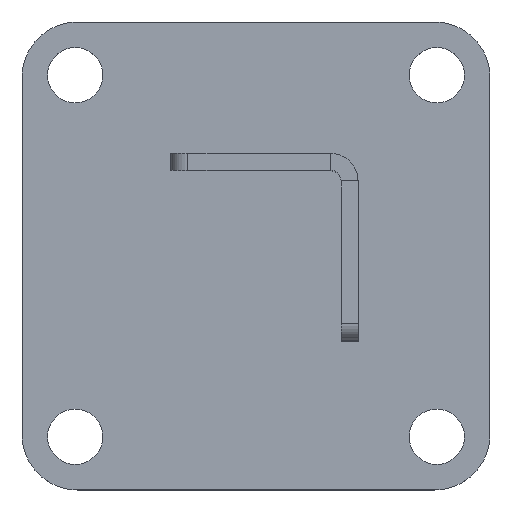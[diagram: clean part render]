
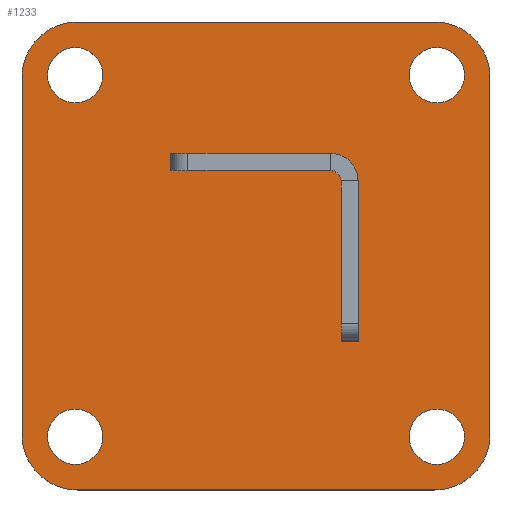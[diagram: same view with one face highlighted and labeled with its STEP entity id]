
A CAD part, top view. The second image highlights one B-rep face of the part: STEP entity #1233.
In plain terms, the highlighted planar face has unit normal (0, 0, 1).
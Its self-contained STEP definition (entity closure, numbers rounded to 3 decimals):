
#15=FACE_BOUND('',#140,.T.);
#16=FACE_BOUND('',#141,.T.);
#17=FACE_BOUND('',#142,.T.);
#18=FACE_BOUND('',#143,.T.);
#19=FACE_BOUND('',#144,.T.);
#20=FACE_BOUND('',#145,.T.);
#33=PLANE('',#1330);
#73=FACE_OUTER_BOUND('',#139,.T.);
#139=EDGE_LOOP('',(#847,#848,#849,#850,#851,#852,#853,#854));
#140=EDGE_LOOP('',(#855,#856,#857,#858));
#141=EDGE_LOOP('',(#859,#860,#861,#862));
#142=EDGE_LOOP('',(#863));
#143=EDGE_LOOP('',(#864));
#144=EDGE_LOOP('',(#865));
#145=EDGE_LOOP('',(#866));
#223=LINE('',#1852,#347);
#224=LINE('',#1856,#348);
#225=LINE('',#1860,#349);
#226=LINE('',#1863,#350);
#227=LINE('',#1866,#351);
#228=LINE('',#1868,#352);
#229=LINE('',#1870,#353);
#230=LINE('',#1871,#354);
#231=LINE('',#1874,#355);
#232=LINE('',#1876,#356);
#233=LINE('',#1878,#357);
#234=LINE('',#1879,#358);
#347=VECTOR('',#1478,84.);
#348=VECTOR('',#1481,84.);
#349=VECTOR('',#1484,84.);
#350=VECTOR('',#1487,84.);
#351=VECTOR('',#1488,9.);
#352=VECTOR('',#1489,4.);
#353=VECTOR('',#1490,13.);
#354=VECTOR('',#1491,4.);
#355=VECTOR('',#1492,9.);
#356=VECTOR('',#1493,4.);
#357=VECTOR('',#1494,13.);
#358=VECTOR('',#1495,4.);
#467=CIRCLE('',#1319,6.5);
#469=CIRCLE('',#1322,6.5);
#471=CIRCLE('',#1325,6.5);
#473=CIRCLE('',#1328,6.5);
#475=CIRCLE('',#1331,13.);
#476=CIRCLE('',#1332,13.);
#477=CIRCLE('',#1333,13.);
#478=CIRCLE('',#1334,13.);
#527=VERTEX_POINT('',#1824);
#529=VERTEX_POINT('',#1830);
#531=VERTEX_POINT('',#1836);
#533=VERTEX_POINT('',#1842);
#535=VERTEX_POINT('',#1848);
#536=VERTEX_POINT('',#1849);
#537=VERTEX_POINT('',#1851);
#538=VERTEX_POINT('',#1853);
#539=VERTEX_POINT('',#1855);
#540=VERTEX_POINT('',#1857);
#541=VERTEX_POINT('',#1859);
#542=VERTEX_POINT('',#1861);
#543=VERTEX_POINT('',#1864);
#544=VERTEX_POINT('',#1865);
#545=VERTEX_POINT('',#1867);
#546=VERTEX_POINT('',#1869);
#547=VERTEX_POINT('',#1872);
#548=VERTEX_POINT('',#1873);
#549=VERTEX_POINT('',#1875);
#550=VERTEX_POINT('',#1877);
#647=EDGE_CURVE('',#527,#527,#467,.T.);
#650=EDGE_CURVE('',#529,#529,#469,.T.);
#653=EDGE_CURVE('',#531,#531,#471,.T.);
#656=EDGE_CURVE('',#533,#533,#473,.T.);
#659=EDGE_CURVE('',#535,#536,#475,.T.);
#660=EDGE_CURVE('',#536,#537,#223,.T.);
#661=EDGE_CURVE('',#537,#538,#476,.T.);
#662=EDGE_CURVE('',#538,#539,#224,.T.);
#663=EDGE_CURVE('',#539,#540,#477,.T.);
#664=EDGE_CURVE('',#540,#541,#225,.T.);
#665=EDGE_CURVE('',#541,#542,#478,.T.);
#666=EDGE_CURVE('',#542,#535,#226,.T.);
#667=EDGE_CURVE('',#543,#544,#227,.T.);
#668=EDGE_CURVE('',#545,#543,#228,.T.);
#669=EDGE_CURVE('',#545,#546,#229,.T.);
#670=EDGE_CURVE('',#544,#546,#230,.T.);
#671=EDGE_CURVE('',#547,#548,#231,.T.);
#672=EDGE_CURVE('',#548,#549,#232,.T.);
#673=EDGE_CURVE('',#550,#549,#233,.T.);
#674=EDGE_CURVE('',#547,#550,#234,.T.);
#847=ORIENTED_EDGE('',*,*,#659,.T.);
#848=ORIENTED_EDGE('',*,*,#660,.T.);
#849=ORIENTED_EDGE('',*,*,#661,.T.);
#850=ORIENTED_EDGE('',*,*,#662,.T.);
#851=ORIENTED_EDGE('',*,*,#663,.T.);
#852=ORIENTED_EDGE('',*,*,#664,.T.);
#853=ORIENTED_EDGE('',*,*,#665,.T.);
#854=ORIENTED_EDGE('',*,*,#666,.T.);
#855=ORIENTED_EDGE('',*,*,#667,.F.);
#856=ORIENTED_EDGE('',*,*,#668,.F.);
#857=ORIENTED_EDGE('',*,*,#669,.T.);
#858=ORIENTED_EDGE('',*,*,#670,.F.);
#859=ORIENTED_EDGE('',*,*,#671,.T.);
#860=ORIENTED_EDGE('',*,*,#672,.T.);
#861=ORIENTED_EDGE('',*,*,#673,.F.);
#862=ORIENTED_EDGE('',*,*,#674,.F.);
#863=ORIENTED_EDGE('',*,*,#656,.F.);
#864=ORIENTED_EDGE('',*,*,#653,.F.);
#865=ORIENTED_EDGE('',*,*,#650,.F.);
#866=ORIENTED_EDGE('',*,*,#647,.F.);
#1233=ADVANCED_FACE('',(#73,#15,#16,#17,#18,#19,#20),#33,.T.);
#1319=AXIS2_PLACEMENT_3D('',#1825,#1448,#1449);
#1322=AXIS2_PLACEMENT_3D('',#1831,#1455,#1456);
#1325=AXIS2_PLACEMENT_3D('',#1837,#1462,#1463);
#1328=AXIS2_PLACEMENT_3D('',#1843,#1469,#1470);
#1330=AXIS2_PLACEMENT_3D('',#1847,#1474,#1475);
#1331=AXIS2_PLACEMENT_3D('',#1850,#1476,#1477);
#1332=AXIS2_PLACEMENT_3D('',#1854,#1479,#1480);
#1333=AXIS2_PLACEMENT_3D('',#1858,#1482,#1483);
#1334=AXIS2_PLACEMENT_3D('',#1862,#1485,#1486);
#1448=DIRECTION('center_axis',(0.,0.,1.));
#1449=DIRECTION('ref_axis',(0.,1.,0.));
#1455=DIRECTION('center_axis',(0.,0.,1.));
#1456=DIRECTION('ref_axis',(0.,1.,0.));
#1462=DIRECTION('center_axis',(0.,0.,1.));
#1463=DIRECTION('ref_axis',(0.,1.,0.));
#1469=DIRECTION('center_axis',(0.,0.,1.));
#1470=DIRECTION('ref_axis',(0.,1.,0.));
#1474=DIRECTION('center_axis',(0.,0.,1.));
#1475=DIRECTION('ref_axis',(1.,0.,0.));
#1476=DIRECTION('center_axis',(0.,0.,1.));
#1477=DIRECTION('ref_axis',(0.,1.,0.));
#1478=DIRECTION('',(0.,-1.,0.));
#1479=DIRECTION('center_axis',(0.,0.,1.));
#1480=DIRECTION('ref_axis',(-1.,0.,0.));
#1481=DIRECTION('',(1.,0.,0.));
#1482=DIRECTION('center_axis',(0.,0.,1.));
#1483=DIRECTION('ref_axis',(0.,-1.,0.));
#1484=DIRECTION('',(0.,1.,0.));
#1485=DIRECTION('center_axis',(0.,0.,1.));
#1486=DIRECTION('ref_axis',(1.,0.,0.));
#1487=DIRECTION('',(-1.,0.,0.));
#1488=DIRECTION('',(-1.,0.,0.));
#1489=DIRECTION('',(0.,1.,0.));
#1490=DIRECTION('',(-1.,0.,0.));
#1491=DIRECTION('',(0.,-1.,0.));
#1492=DIRECTION('',(0.,1.,0.));
#1493=DIRECTION('',(1.,0.,0.));
#1494=DIRECTION('',(0.,1.,0.));
#1495=DIRECTION('',(1.,0.,0.));
#1824=CARTESIAN_POINT('',(42.5,36.,4.));
#1825=CARTESIAN_POINT('Origin',(42.5,42.5,4.));
#1830=CARTESIAN_POINT('',(42.5,-49.,4.));
#1831=CARTESIAN_POINT('Origin',(42.5,-42.5,4.));
#1836=CARTESIAN_POINT('',(-42.5,36.,4.));
#1837=CARTESIAN_POINT('Origin',(-42.5,42.5,4.));
#1842=CARTESIAN_POINT('',(-42.5,-49.,4.));
#1843=CARTESIAN_POINT('Origin',(-42.5,-42.5,4.));
#1847=CARTESIAN_POINT('Origin',(0.,0.,4.));
#1848=CARTESIAN_POINT('',(-42.,55.,4.));
#1849=CARTESIAN_POINT('',(-55.,42.,4.));
#1850=CARTESIAN_POINT('Origin',(-42.,42.,4.));
#1851=CARTESIAN_POINT('',(-55.,-42.,4.));
#1852=CARTESIAN_POINT('',(-55.,42.,4.));
#1853=CARTESIAN_POINT('',(-42.,-55.,4.));
#1854=CARTESIAN_POINT('Origin',(-42.,-42.,4.));
#1855=CARTESIAN_POINT('',(42.,-55.,4.));
#1856=CARTESIAN_POINT('',(-42.,-55.,4.));
#1857=CARTESIAN_POINT('',(55.,-42.,4.));
#1858=CARTESIAN_POINT('Origin',(42.,-42.,4.));
#1859=CARTESIAN_POINT('',(55.,42.,4.));
#1860=CARTESIAN_POINT('',(55.,-42.,4.));
#1861=CARTESIAN_POINT('',(42.,55.,4.));
#1862=CARTESIAN_POINT('Origin',(42.,42.,4.));
#1863=CARTESIAN_POINT('',(42.,55.,4.));
#1864=CARTESIAN_POINT('',(15.,24.,4.));
#1865=CARTESIAN_POINT('',(-19.,24.,4.));
#1866=CARTESIAN_POINT('',(15.,24.,4.));
#1867=CARTESIAN_POINT('',(15.,20.,4.));
#1868=CARTESIAN_POINT('',(15.,20.,4.));
#1869=CARTESIAN_POINT('',(-19.,20.,4.));
#1870=CARTESIAN_POINT('',(-6.,20.,4.));
#1871=CARTESIAN_POINT('',(-19.,24.,4.));
#1872=CARTESIAN_POINT('',(20.,-19.,4.));
#1873=CARTESIAN_POINT('',(20.,15.,4.));
#1874=CARTESIAN_POINT('',(20.,6.,4.));
#1875=CARTESIAN_POINT('',(24.,15.,4.));
#1876=CARTESIAN_POINT('',(20.,15.,4.));
#1877=CARTESIAN_POINT('',(24.,-19.,4.));
#1878=CARTESIAN_POINT('',(24.,-19.,4.));
#1879=CARTESIAN_POINT('',(20.,-19.,4.));
